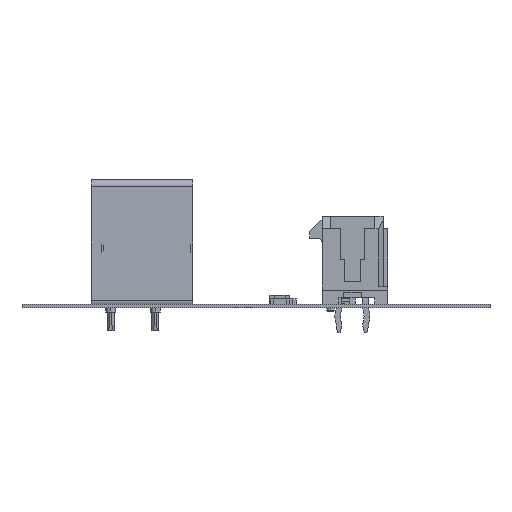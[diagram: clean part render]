
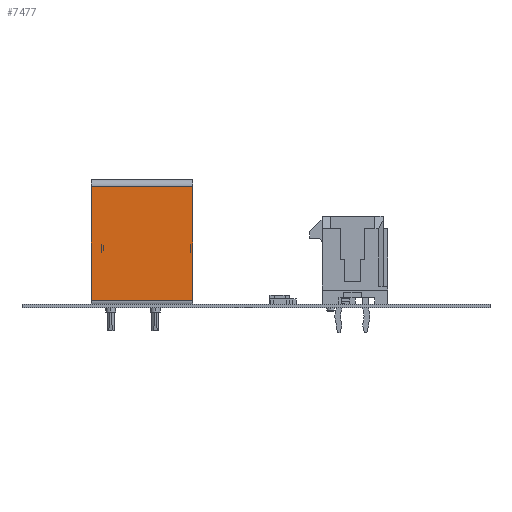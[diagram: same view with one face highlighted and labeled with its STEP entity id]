
A CAD part, left-side view. The second image highlights one B-rep face of the part: STEP entity #7477.
In plain terms, the highlighted planar face has unit normal (-1, 0, 0).
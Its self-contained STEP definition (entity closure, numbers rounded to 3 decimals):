
#7477 = ADVANCED_FACE('',(#7478),#7512,.T.);
#7478 = FACE_BOUND('',#7479,.T.);
#7479 = EDGE_LOOP('',(#7480,#7490,#7498,#7506));
#7480 = ORIENTED_EDGE('',*,*,#7481,.F.);
#7481 = EDGE_CURVE('',#7482,#7484,#7486,.T.);
#7482 = VERTEX_POINT('',#7483);
#7483 = CARTESIAN_POINT('',(-1.728,11.195,1.1));
#7484 = VERTEX_POINT('',#7485);
#7485 = CARTESIAN_POINT('',(-1.728,11.195,12.5));
#7486 = LINE('',#7487,#7488);
#7487 = CARTESIAN_POINT('',(-1.728,11.195,12.5));
#7488 = VECTOR('',#7489,1.);
#7489 = DIRECTION('',(0.,0.,1.));
#7490 = ORIENTED_EDGE('',*,*,#7491,.T.);
#7491 = EDGE_CURVE('',#7482,#7492,#7494,.T.);
#7492 = VERTEX_POINT('',#7493);
#7493 = CARTESIAN_POINT('',(-1.728,-1.605,1.1));
#7494 = LINE('',#7495,#7496);
#7495 = CARTESIAN_POINT('',(-1.728,-4.566,1.1));
#7496 = VECTOR('',#7497,1.);
#7497 = DIRECTION('',(0.,-1.,0.));
#7498 = ORIENTED_EDGE('',*,*,#7499,.T.);
#7499 = EDGE_CURVE('',#7492,#7500,#7502,.T.);
#7500 = VERTEX_POINT('',#7501);
#7501 = CARTESIAN_POINT('',(-1.728,-1.605,12.5));
#7502 = LINE('',#7503,#7504);
#7503 = CARTESIAN_POINT('',(-1.728,-1.605,12.5));
#7504 = VECTOR('',#7505,1.);
#7505 = DIRECTION('',(0.,0.,1.));
#7506 = ORIENTED_EDGE('',*,*,#7507,.T.);
#7507 = EDGE_CURVE('',#7500,#7484,#7508,.T.);
#7508 = LINE('',#7509,#7510);
#7509 = CARTESIAN_POINT('',(-1.728,5.62,12.5));
#7510 = VECTOR('',#7511,1.);
#7511 = DIRECTION('',(0.,1.,0.));
#7512 = PLANE('',#7513);
#7513 = AXIS2_PLACEMENT_3D('',#7514,#7515,#7516);
#7514 = CARTESIAN_POINT('',(-1.728,4.827,
    -2.039));
#7515 = DIRECTION('',(-1.,0.,0.));
#7516 = DIRECTION('',(0.,1.,0.));
